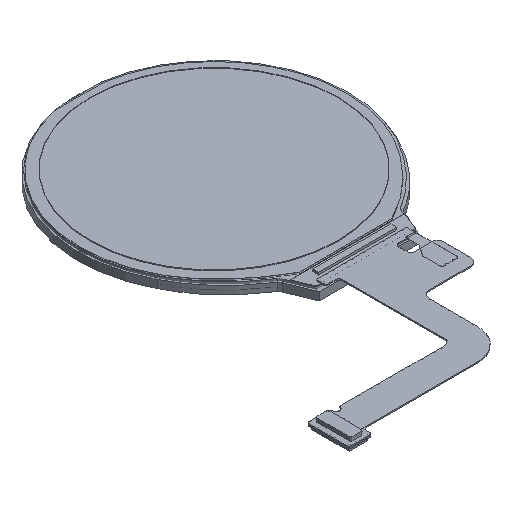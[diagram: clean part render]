
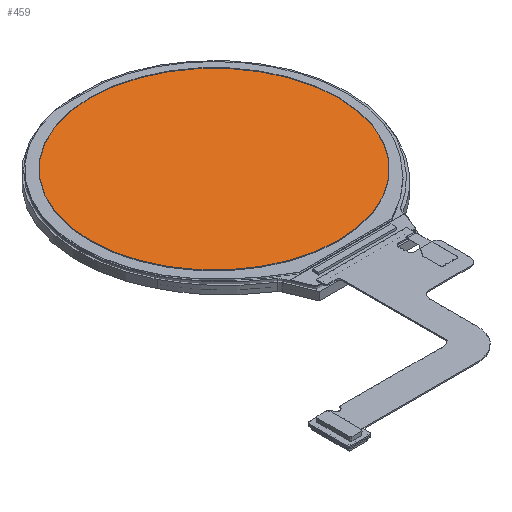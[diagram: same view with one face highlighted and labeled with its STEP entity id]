
A CAD part, isometric view. The second image highlights one B-rep face of the part: STEP entity #459.
In plain terms, the highlighted planar face has unit normal (0, 0, 1).
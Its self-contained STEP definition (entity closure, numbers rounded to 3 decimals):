
#117 = DIRECTION ( 'NONE',  ( 0., 0., 1. ) ) ;
#269 = DIRECTION ( 'NONE',  ( 0., 0., 1. ) ) ;
#441 = CARTESIAN_POINT ( 'NONE',  ( 0., 0., 0.1 ) ) ;
#459 = ADVANCED_FACE ( 'NONE', ( #3395 ), #2371, .T. ) ;
#655 = DIRECTION ( 'NONE',  ( 1., 0., 0. ) ) ;
#836 = DIRECTION ( 'NONE',  ( 1., 0., 0. ) ) ;
#921 = AXIS2_PLACEMENT_3D ( 'NONE', #1043, #3481, #655 ) ;
#998 = EDGE_CURVE ( 'NONE', #1528, #3913, #1141, .T. ) ;
#1043 = CARTESIAN_POINT ( 'NONE',  ( 0., 0., 0.1 ) ) ;
#1141 = CIRCLE ( 'NONE', #3720, 16.2 ) ;
#1279 = ORIENTED_EDGE ( 'NONE', *, *, #998, .T. ) ;
#1510 = CIRCLE ( 'NONE', #921, 16.2 ) ;
#1528 = VERTEX_POINT ( 'NONE', #3531 ) ;
#2002 = ORIENTED_EDGE ( 'NONE', *, *, #3180, .T. ) ;
#2090 = CARTESIAN_POINT ( 'NONE',  ( 0., 0., 0.1 ) ) ;
#2371 = PLANE ( 'NONE',  #2388 ) ;
#2388 = AXIS2_PLACEMENT_3D ( 'NONE', #2090, #269, #836 ) ;
#2565 = DIRECTION ( 'NONE',  ( 1., 0., 0. ) ) ;
#3180 = EDGE_CURVE ( 'NONE', #3913, #1528, #1510, .T. ) ;
#3395 = FACE_OUTER_BOUND ( 'NONE', #3465, .T. ) ;
#3465 = EDGE_LOOP ( 'NONE', ( #2002, #1279 ) ) ;
#3481 = DIRECTION ( 'NONE',  ( 0., 0., 1. ) ) ;
#3531 = CARTESIAN_POINT ( 'NONE',  ( 16.2, 0., 0.1 ) ) ;
#3720 = AXIS2_PLACEMENT_3D ( 'NONE', #441, #117, #2565 ) ;
#3913 = VERTEX_POINT ( 'NONE', #3962 ) ;
#3962 = CARTESIAN_POINT ( 'NONE',  ( -16.2, 0., 0.1 ) ) ;
